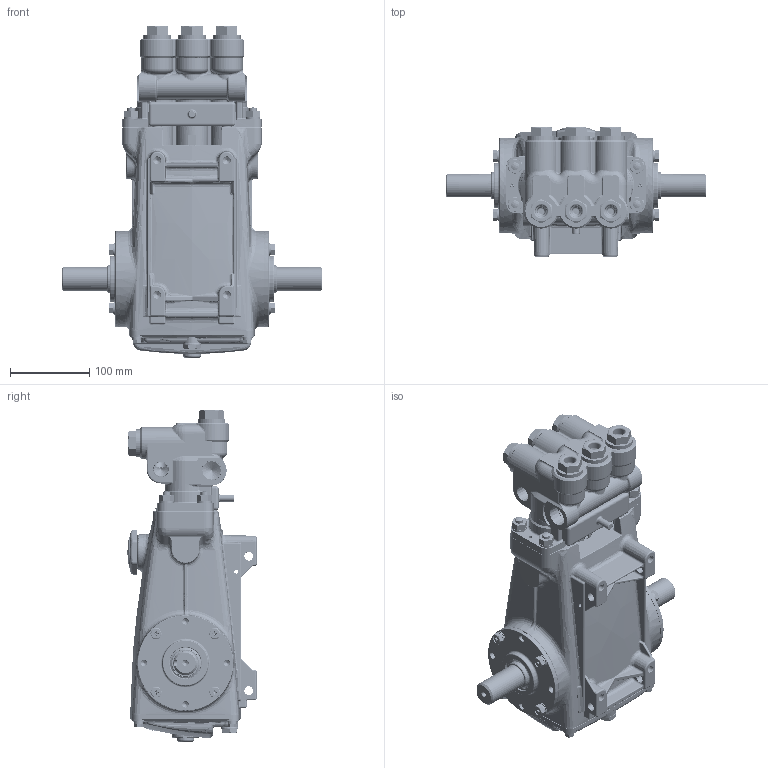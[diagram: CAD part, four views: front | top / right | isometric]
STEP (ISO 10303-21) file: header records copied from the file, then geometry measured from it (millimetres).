
FILE_DESCRIPTION (( 'STEP AP203' ), '1' );
FILE_NAME ('650.STEP', '2022-11-11T13:07:39', ( '' ), ( '' ), 'SwSTEP 2.0', 'SolidWorks 2022', '' );
FILE_SCHEMA (( 'CONFIG_CONTROL_DESIGN' ));
Products named in the file (1): 650
Bounding box: 330 x 163.49 x 420 mm (x, y, z)
Volume: 3033871.5 mm3; surface area: 940972.7 mm2
Topology: 83 solids, 84 shells, 5911 faces, 14426 edges, 8591 vertices
Faces by surface type: plane 1665, cylinder 1576, bspline 1023, cone 861, torus 622, sphere 164
Entity records: 257216 total; most frequent: CARTESIAN_POINT 127969, ORIENTED_EDGE 28176, DIRECTION 25659, EDGE_CURVE 14088, AXIS2_PLACEMENT_3D 10546, VERTEX_POINT 8587, EDGE_LOOP 6385, ADVANCED_FACE 5910
